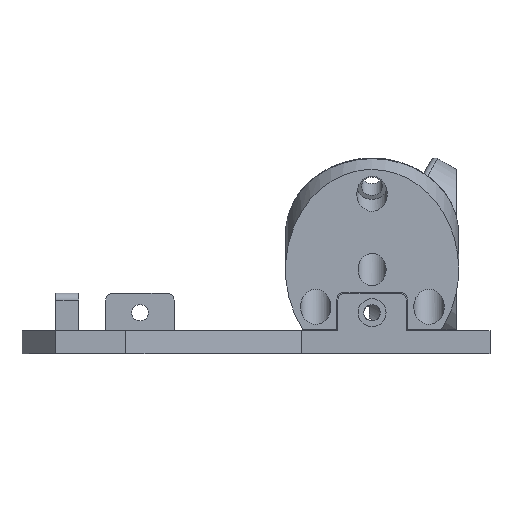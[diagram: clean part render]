
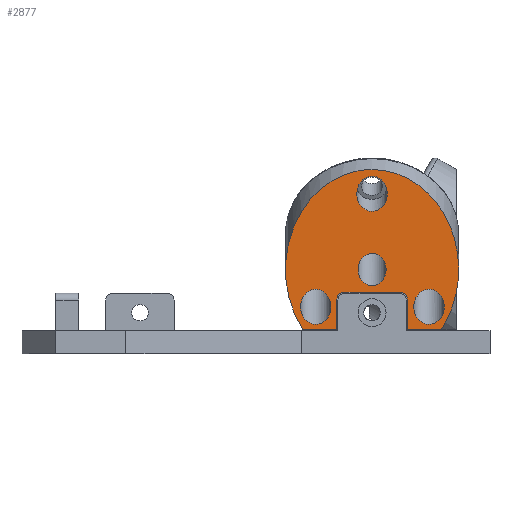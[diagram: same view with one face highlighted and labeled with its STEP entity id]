
A CAD part, front view. The second image highlights one B-rep face of the part: STEP entity #2877.
In plain terms, the highlighted face is planar.
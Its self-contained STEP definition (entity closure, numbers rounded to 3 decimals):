
#2558 = VERTEX_POINT('',#2559);
#2559 = CARTESIAN_POINT('',(0.,18.5,5.638));
#2564 = EDGE_CURVE('',#2558,#2565,#2567,.T.);
#2565 = VERTEX_POINT('',#2566);
#2566 = CARTESIAN_POINT('',(14.785,-11.12,
    22.739));
#2567 = ELLIPSE('',#2568,21.362,18.5);
#2568 = AXIS2_PLACEMENT_3D('',#2569,#2570,#2571);
#2569 = CARTESIAN_POINT('',(0.,0.,16.319));
#2570 = DIRECTION('',(0.,-0.5,-0.866));
#2571 = DIRECTION('',(0.,0.866,-0.5));
#2574 = VERTEX_POINT('',#2575);
#2575 = CARTESIAN_POINT('',(-14.785,-11.12,
    22.739));
#2582 = EDGE_CURVE('',#2574,#2558,#2583,.T.);
#2583 = ELLIPSE('',#2584,21.362,18.5);
#2584 = AXIS2_PLACEMENT_3D('',#2585,#2586,#2587);
#2585 = CARTESIAN_POINT('',(0.,0.,16.319));
#2586 = DIRECTION('',(0.,-0.5,-0.866));
#2587 = DIRECTION('',(0.,0.866,-0.5));
#2877 = ADVANCED_FACE('',(#2878,#2938,#2949,#2960,#2971),#2982,.F.);
#2878 = FACE_BOUND('',#2879,.F.);
#2879 = EDGE_LOOP('',(#2880,#2888,#2889,#2890,#2898,#2906,#2915,#2923,
    #2932));
#2880 = ORIENTED_EDGE('',*,*,#2881,.T.);
#2881 = EDGE_CURVE('',#2882,#2574,#2884,.T.);
#2882 = VERTEX_POINT('',#2883);
#2883 = CARTESIAN_POINT('',(-7.5,-11.12,22.739));
#2884 = LINE('',#2885,#2886);
#2885 = CARTESIAN_POINT('',(20.808,-11.12,
    22.739));
#2886 = VECTOR('',#2887,1.);
#2887 = DIRECTION('',(-1.,0.,0.));
#2888 = ORIENTED_EDGE('',*,*,#2582,.T.);
#2889 = ORIENTED_EDGE('',*,*,#2564,.T.);
#2890 = ORIENTED_EDGE('',*,*,#2891,.T.);
#2891 = EDGE_CURVE('',#2565,#2892,#2894,.T.);
#2892 = VERTEX_POINT('',#2893);
#2893 = CARTESIAN_POINT('',(7.5,-11.12,22.739));
#2894 = LINE('',#2895,#2896);
#2895 = CARTESIAN_POINT('',(20.808,-11.12,
    22.739));
#2896 = VECTOR('',#2897,1.);
#2897 = DIRECTION('',(-1.,0.,0.));
#2898 = ORIENTED_EDGE('',*,*,#2899,.F.);
#2899 = EDGE_CURVE('',#2900,#2892,#2902,.T.);
#2900 = VERTEX_POINT('',#2901);
#2901 = CARTESIAN_POINT('',(7.5,-5.491,19.489));
#2902 = LINE('',#2903,#2904);
#2903 = CARTESIAN_POINT('',(7.5,-5.491,19.489));
#2904 = VECTOR('',#2905,1.);
#2905 = DIRECTION('',(0.,-0.866,0.5));
#2906 = ORIENTED_EDGE('',*,*,#2907,.T.);
#2907 = EDGE_CURVE('',#2900,#2908,#2910,.T.);
#2908 = VERTEX_POINT('',#2909);
#2909 = CARTESIAN_POINT('',(6.,-4.192,
    18.739));
#2910 = CIRCLE('',#2911,1.5);
#2911 = AXIS2_PLACEMENT_3D('',#2912,#2913,#2914);
#2912 = CARTESIAN_POINT('',(6.,-5.491,
    19.489));
#2913 = DIRECTION('',(0.,0.5,0.866));
#2914 = DIRECTION('',(1.,0.,0.));
#2915 = ORIENTED_EDGE('',*,*,#2916,.F.);
#2916 = EDGE_CURVE('',#2917,#2908,#2919,.T.);
#2917 = VERTEX_POINT('',#2918);
#2918 = CARTESIAN_POINT('',(-6.,-4.192,
    18.739));
#2919 = LINE('',#2920,#2921);
#2920 = CARTESIAN_POINT('',(-6.,-4.192,18.739));
#2921 = VECTOR('',#2922,1.);
#2922 = DIRECTION('',(1.,0.,0.));
#2923 = ORIENTED_EDGE('',*,*,#2924,.T.);
#2924 = EDGE_CURVE('',#2917,#2925,#2927,.T.);
#2925 = VERTEX_POINT('',#2926);
#2926 = CARTESIAN_POINT('',(-7.5,-5.491,19.489));
#2927 = CIRCLE('',#2928,1.5);
#2928 = AXIS2_PLACEMENT_3D('',#2929,#2930,#2931);
#2929 = CARTESIAN_POINT('',(-6.,-5.491,
    19.489));
#2930 = DIRECTION('',(0.,0.5,0.866));
#2931 = DIRECTION('',(1.,0.,0.));
#2932 = ORIENTED_EDGE('',*,*,#2933,.F.);
#2933 = EDGE_CURVE('',#2882,#2925,#2934,.T.);
#2934 = LINE('',#2935,#2936);
#2935 = CARTESIAN_POINT('',(-7.5,-11.12,22.739));
#2936 = VECTOR('',#2937,1.);
#2937 = DIRECTION('',(0.,0.866,-0.5));
#2938 = FACE_BOUND('',#2939,.F.);
#2939 = EDGE_LOOP('',(#2940));
#2940 = ORIENTED_EDGE('',*,*,#2941,.F.);
#2941 = EDGE_CURVE('',#2942,#2942,#2944,.T.);
#2942 = VERTEX_POINT('',#2943);
#2943 = CARTESIAN_POINT('',(-8.777,-6.916,
    20.312));
#2944 = ELLIPSE('',#2945,3.753,3.25);
#2945 = AXIS2_PLACEMENT_3D('',#2946,#2947,#2948);
#2946 = CARTESIAN_POINT('',(-12.027,-6.916,
    20.312));
#2947 = DIRECTION('',(0.,-0.5,-0.866));
#2948 = DIRECTION('',(0.,0.866,-0.5));
#2949 = FACE_BOUND('',#2950,.F.);
#2950 = EDGE_LOOP('',(#2951));
#2951 = ORIENTED_EDGE('',*,*,#2952,.F.);
#2952 = EDGE_CURVE('',#2953,#2953,#2955,.T.);
#2953 = VERTEX_POINT('',#2954);
#2954 = CARTESIAN_POINT('',(3.,0.,16.319));
#2955 = ELLIPSE('',#2956,3.464,3.);
#2956 = AXIS2_PLACEMENT_3D('',#2957,#2958,#2959);
#2957 = CARTESIAN_POINT('',(0.,0.,16.319));
#2958 = DIRECTION('',(0.,-0.5,-0.866));
#2959 = DIRECTION('',(0.,0.866,-0.5));
#2960 = FACE_BOUND('',#2961,.F.);
#2961 = EDGE_LOOP('',(#2962));
#2962 = ORIENTED_EDGE('',*,*,#2963,.F.);
#2963 = EDGE_CURVE('',#2964,#2964,#2966,.T.);
#2964 = VERTEX_POINT('',#2965);
#2965 = CARTESIAN_POINT('',(3.25,14.,8.236));
#2966 = ELLIPSE('',#2967,3.753,3.25);
#2967 = AXIS2_PLACEMENT_3D('',#2968,#2969,#2970);
#2968 = CARTESIAN_POINT('',(0.,14.,8.236));
#2969 = DIRECTION('',(0.,-0.5,-0.866));
#2970 = DIRECTION('',(0.,0.866,-0.5));
#2971 = FACE_BOUND('',#2972,.F.);
#2972 = EDGE_LOOP('',(#2973));
#2973 = ORIENTED_EDGE('',*,*,#2974,.F.);
#2974 = EDGE_CURVE('',#2975,#2975,#2977,.T.);
#2975 = VERTEX_POINT('',#2976);
#2976 = CARTESIAN_POINT('',(15.423,-6.916,
    20.312));
#2977 = ELLIPSE('',#2978,3.753,3.25);
#2978 = AXIS2_PLACEMENT_3D('',#2979,#2980,#2981);
#2979 = CARTESIAN_POINT('',(12.173,-6.916,
    20.312));
#2980 = DIRECTION('',(0.,-0.5,-0.866));
#2981 = DIRECTION('',(0.,0.866,-0.5));
#2982 = PLANE('',#2983);
#2983 = AXIS2_PLACEMENT_3D('',#2984,#2985,#2986);
#2984 = CARTESIAN_POINT('',(20.,-18.5,27.));
#2985 = DIRECTION('',(0.,-0.5,-0.866));
#2986 = DIRECTION('',(0.,0.866,-0.5));
